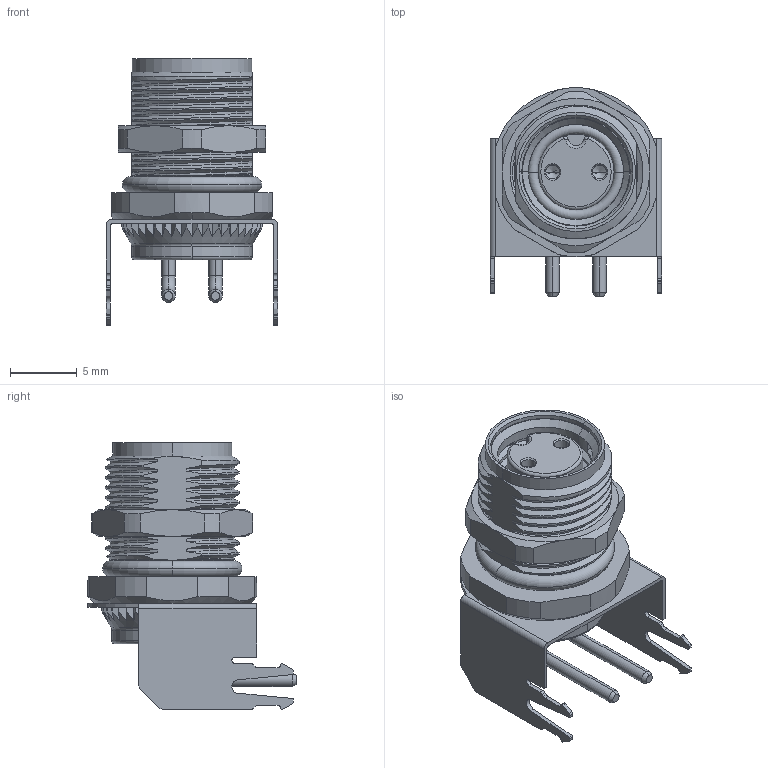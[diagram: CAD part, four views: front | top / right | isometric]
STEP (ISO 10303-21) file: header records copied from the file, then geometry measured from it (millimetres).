
FILE_DESCRIPTION((''),'2;1');
FILE_NAME('M8-FABK03-003S2_2','2025-09-18T',('gongcheng16'),(''),'PRO/ENGINEER BY PARAMETRIC TECHNOLOGY CORPORATION, 2010280','PRO/ENGINEER BY PARAMETRIC TECHNOLOGY CORPORATION, 2010280','');
FILE_SCHEMA(('CONFIG_CONTROL_DESIGN'));
Length unit declared in the file: millimetre
Products named in the file (1): M8-FABK03-003S2_2
Bounding box: 12.8 x 15.55 x 19.9 mm (x, y, z)
Volume: 293.7 mm3; surface area: 2733.5 mm2
Topology: 1 solids, 9 shells, 639 faces, 1696 edges, 1095 vertices
Faces by surface type: plane 260, cylinder 219, bspline 80, cone 54, torus 26
Entity records: 39833 total; most frequent: CARTESIAN_POINT 24404, ORIENTED_EDGE 3384, DIRECTION 2983, EDGE_CURVE 1692, VERTEX_POINT 1095, AXIS2_PLACEMENT_3D 1089, VECTOR 805, LINE 805
